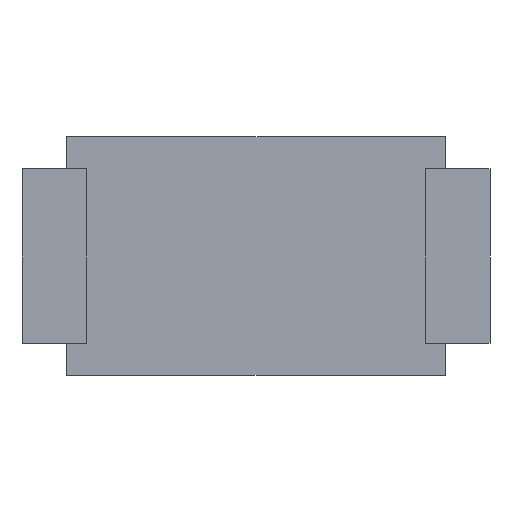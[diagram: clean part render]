
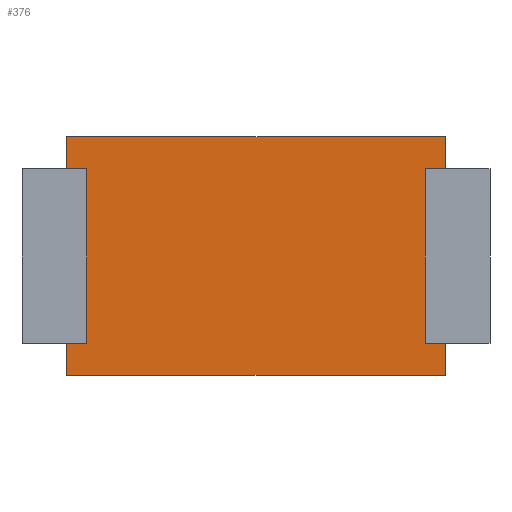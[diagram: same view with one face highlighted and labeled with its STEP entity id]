
A CAD part, front view. The second image highlights one B-rep face of the part: STEP entity #376.
In plain terms, the highlighted planar face has unit normal (0, -1, 0).
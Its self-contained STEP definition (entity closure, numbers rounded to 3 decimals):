
#26 = LINE ( 'NONE', #513, #555 ) ;
#36 = CARTESIAN_POINT ( 'NONE',  ( 1.9, 0.1, -1.2 ) ) ;
#38 = VERTEX_POINT ( 'NONE', #245 ) ;
#59 = ORIENTED_EDGE ( 'NONE', *, *, #247, .F. ) ;
#78 = ORIENTED_EDGE ( 'NONE', *, *, #274, .T. ) ;
#104 = VERTEX_POINT ( 'NONE', #112 ) ;
#112 = CARTESIAN_POINT ( 'NONE',  ( -1.7, 0.1, 0.875 ) ) ;
#141 = LINE ( 'NONE', #398, #534 ) ;
#146 = EDGE_CURVE ( 'NONE', #830, #1018, #26, .T. ) ;
#160 = ORIENTED_EDGE ( 'NONE', *, *, #619, .T. ) ;
#192 = LINE ( 'NONE', #869, #500 ) ;
#195 = ORIENTED_EDGE ( 'NONE', *, *, #320, .T. ) ;
#204 = CARTESIAN_POINT ( 'NONE',  ( 1.9, 0.1, 1.2 ) ) ;
#207 = CARTESIAN_POINT ( 'NONE',  ( 1.7, 0.1, 0. ) ) ;
#213 = VERTEX_POINT ( 'NONE', #993 ) ;
#218 = ORIENTED_EDGE ( 'NONE', *, *, #612, .F. ) ;
#224 = DIRECTION ( 'NONE',  ( 1., 0., 0. ) ) ;
#232 = ORIENTED_EDGE ( 'NONE', *, *, #602, .T. ) ;
#234 = DIRECTION ( 'NONE',  ( 0., 1., 0. ) ) ;
#236 = LINE ( 'NONE', #907, #237 ) ;
#237 = VECTOR ( 'NONE', #836, 1000. ) ;
#245 = CARTESIAN_POINT ( 'NONE',  ( 1.7, 0.1, -0.875 ) ) ;
#247 = EDGE_CURVE ( 'NONE', #920, #950, #809, .T. ) ;
#266 = CARTESIAN_POINT ( 'NONE',  ( -1.9, 0.1, -1.2 ) ) ;
#267 = CARTESIAN_POINT ( 'NONE',  ( 1.9, 0.1, 1.2 ) ) ;
#273 = EDGE_CURVE ( 'NONE', #950, #611, #988, .T. ) ;
#274 = EDGE_CURVE ( 'NONE', #38, #574, #463, .T. ) ;
#275 = DIRECTION ( 'NONE',  ( -1., 0., 0. ) ) ;
#280 = VERTEX_POINT ( 'NONE', #815 ) ;
#292 = LINE ( 'NONE', #365, #403 ) ;
#297 = DIRECTION ( 'NONE',  ( 0., 0., -1. ) ) ;
#317 = LINE ( 'NONE', #422, #634 ) ;
#320 = EDGE_CURVE ( 'NONE', #574, #611, #317, .T. ) ;
#325 = CARTESIAN_POINT ( 'NONE',  ( -1.9, 0.1, 0.875 ) ) ;
#365 = CARTESIAN_POINT ( 'NONE',  ( 0., 0.1, -0.875 ) ) ;
#376 = ADVANCED_FACE ( 'NONE', ( #751 ), #583, .F. ) ;
#377 = VERTEX_POINT ( 'NONE', #325 ) ;
#379 = CARTESIAN_POINT ( 'NONE',  ( -1.7, 0.1, 0. ) ) ;
#390 = AXIS2_PLACEMENT_3D ( 'NONE', #1022, #234, #567 ) ;
#398 = CARTESIAN_POINT ( 'NONE',  ( -1.9, 0.1, 1.2 ) ) ;
#403 = VECTOR ( 'NONE', #543, 1000. ) ;
#422 = CARTESIAN_POINT ( 'NONE',  ( 0., 0.1, 0.875 ) ) ;
#451 = VECTOR ( 'NONE', #779, 1000. ) ;
#454 = VERTEX_POINT ( 'NONE', #948 ) ;
#463 = LINE ( 'NONE', #207, #908 ) ;
#500 = VECTOR ( 'NONE', #275, 1000. ) ;
#501 = EDGE_LOOP ( 'NONE', ( #232, #160, #899, #218, #880, #835, #78, #195, #966, #59, #528, #901 ) ) ;
#513 = CARTESIAN_POINT ( 'NONE',  ( -1.9, 0.1, 1.2 ) ) ;
#520 = CARTESIAN_POINT ( 'NONE',  ( 1.7, 0.1, 0.875 ) ) ;
#522 = EDGE_CURVE ( 'NONE', #280, #213, #784, .T. ) ;
#528 = ORIENTED_EDGE ( 'NONE', *, *, #926, .F. ) ;
#534 = VECTOR ( 'NONE', #747, 1000. ) ;
#543 = DIRECTION ( 'NONE',  ( -1., 0., 0. ) ) ;
#544 = DIRECTION ( 'NONE',  ( 0., 0., -1. ) ) ;
#551 = DIRECTION ( 'NONE',  ( -1., 0., 0. ) ) ;
#555 = VECTOR ( 'NONE', #864, 1000. ) ;
#566 = CARTESIAN_POINT ( 'NONE',  ( -1.9, 0.1, -0.875 ) ) ;
#567 = DIRECTION ( 'NONE',  ( 0., 0., 1. ) ) ;
#574 = VERTEX_POINT ( 'NONE', #520 ) ;
#576 = EDGE_CURVE ( 'NONE', #104, #377, #192, .T. ) ;
#583 = PLANE ( 'NONE',  #390 ) ;
#602 = EDGE_CURVE ( 'NONE', #104, #454, #1070, .T. ) ;
#611 = VERTEX_POINT ( 'NONE', #909 ) ;
#612 = EDGE_CURVE ( 'NONE', #213, #830, #1061, .T. ) ;
#619 = EDGE_CURVE ( 'NONE', #454, #1018, #292, .T. ) ;
#634 = VECTOR ( 'NONE', #1091, 1000. ) ;
#699 = VECTOR ( 'NONE', #544, 1000. ) ;
#747 = DIRECTION ( 'NONE',  ( 0., 0., 1. ) ) ;
#751 = FACE_OUTER_BOUND ( 'NONE', #501, .T. ) ;
#779 = DIRECTION ( 'NONE',  ( 0., 0., -1. ) ) ;
#784 = LINE ( 'NONE', #267, #451 ) ;
#799 = VECTOR ( 'NONE', #297, 1000. ) ;
#809 = LINE ( 'NONE', #204, #852 ) ;
#810 = VECTOR ( 'NONE', #551, 1000. ) ;
#815 = CARTESIAN_POINT ( 'NONE',  ( 1.9, 0.1, -0.875 ) ) ;
#819 = DIRECTION ( 'NONE',  ( 0., 0., 1. ) ) ;
#830 = VERTEX_POINT ( 'NONE', #266 ) ;
#835 = ORIENTED_EDGE ( 'NONE', *, *, #981, .F. ) ;
#836 = DIRECTION ( 'NONE',  ( 1., 0., 0. ) ) ;
#852 = VECTOR ( 'NONE', #224, 1000. ) ;
#864 = DIRECTION ( 'NONE',  ( 0., 0., 1. ) ) ;
#869 = CARTESIAN_POINT ( 'NONE',  ( 0., 0.1, 0.875 ) ) ;
#880 = ORIENTED_EDGE ( 'NONE', *, *, #522, .F. ) ;
#899 = ORIENTED_EDGE ( 'NONE', *, *, #146, .F. ) ;
#901 = ORIENTED_EDGE ( 'NONE', *, *, #576, .F. ) ;
#907 = CARTESIAN_POINT ( 'NONE',  ( 0., 0.1, -0.875 ) ) ;
#908 = VECTOR ( 'NONE', #819, 1000. ) ;
#909 = CARTESIAN_POINT ( 'NONE',  ( 1.9, 0.1, 0.875 ) ) ;
#920 = VERTEX_POINT ( 'NONE', #1074 ) ;
#926 = EDGE_CURVE ( 'NONE', #377, #920, #141, .T. ) ;
#948 = CARTESIAN_POINT ( 'NONE',  ( -1.7, 0.1, -0.875 ) ) ;
#950 = VERTEX_POINT ( 'NONE', #1069 ) ;
#966 = ORIENTED_EDGE ( 'NONE', *, *, #273, .F. ) ;
#978 = CARTESIAN_POINT ( 'NONE',  ( 1.9, 0.1, 1.2 ) ) ;
#981 = EDGE_CURVE ( 'NONE', #38, #280, #236, .T. ) ;
#988 = LINE ( 'NONE', #978, #699 ) ;
#993 = CARTESIAN_POINT ( 'NONE',  ( 1.9, 0.1, -1.2 ) ) ;
#1018 = VERTEX_POINT ( 'NONE', #566 ) ;
#1022 = CARTESIAN_POINT ( 'NONE',  ( 0., 0.1, 0. ) ) ;
#1061 = LINE ( 'NONE', #36, #810 ) ;
#1069 = CARTESIAN_POINT ( 'NONE',  ( 1.9, 0.1, 1.2 ) ) ;
#1070 = LINE ( 'NONE', #379, #799 ) ;
#1074 = CARTESIAN_POINT ( 'NONE',  ( -1.9, 0.1, 1.2 ) ) ;
#1091 = DIRECTION ( 'NONE',  ( 1., 0., 0. ) ) ;
